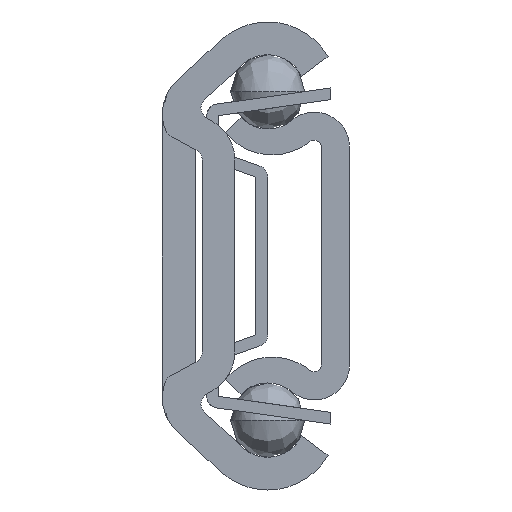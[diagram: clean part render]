
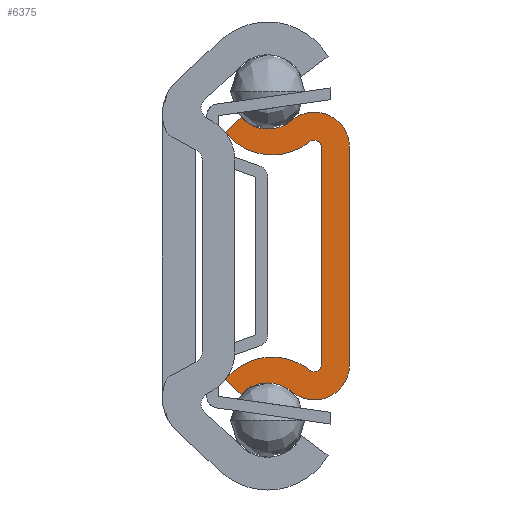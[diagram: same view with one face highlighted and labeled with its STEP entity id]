
A CAD part, left-side view. The second image highlights one B-rep face of the part: STEP entity #6375.
In plain terms, the highlighted free-form (B-spline) face has degree [1, 1] with [2, 2] control points.
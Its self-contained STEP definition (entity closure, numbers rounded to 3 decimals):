
#6212=CARTESIAN_POINT('',(-15.0,-8.265,-6.764));
#6213=CARTESIAN_POINT('',(-15.0,-2.435,-6.764));
#6214=CARTESIAN_POINT('',(-15.0,-8.265,6.764));
#6215=CARTESIAN_POINT('',(-15.0,-2.435,6.764));
#6216=B_SPLINE_SURFACE_WITH_KNOTS('',1,1,((#6212,#6214),(#6213,#6215)),.UNSPECIFIED.,.F.,.F.,.U.,(2,2),(2,2),(0.0,5.829),(0.0,13.528),.UNSPECIFIED.);
#6217=CARTESIAN_POINT('',(-15.0,-5.521,5.797));
#6218=VERTEX_POINT('',#6217);
#6219=CARTESIAN_POINT('',(-15.0,-3.361,5.907));
#6220=VERTEX_POINT('',#6219);
#6221=CARTESIAN_POINT('',(-15.0,-5.521,5.797));
#6222=CARTESIAN_POINT('',(-15.,-4.39,4.847));
#6223=CARTESIAN_POINT('',(-15.0,-3.361,5.907));
#6231=(BOUNDED_CURVE()B_SPLINE_CURVE(2,(#6221,#6222,#6223),.UNSPECIFIED.,.F.,.U.)CURVE()GEOMETRIC_REPRESENTATION_ITEM()QUASI_UNIFORM_CURVE()RATIONAL_B_SPLINE_CURVE((1.0,0.732,1.0))REPRESENTATION_ITEM(''));
#6232=EDGE_CURVE('',#6218,#6220,#6231,.T.);
#6233=ORIENTED_EDGE('',*,*,#6232,.T.);
#6234=CARTESIAN_POINT('',(-15.0,-2.7,5.265));
#6235=VERTEX_POINT('',#6234);
#6236=CARTESIAN_POINT('',(-15.0,-3.361,5.907));
#6237=CARTESIAN_POINT('',(-15.0,-2.7,5.265));
#6238=QUASI_UNIFORM_CURVE('',1,(#6236,#6237),.UNSPECIFIED.,.F.,.U.);
#6239=EDGE_CURVE('',#6220,#6235,#6238,.T.);
#6240=ORIENTED_EDGE('',*,*,#6239,.T.);
#6241=CARTESIAN_POINT('',(-15.0,-6.292,4.878));
#6242=VERTEX_POINT('',#6241);
#6243=CARTESIAN_POINT('',(-15.0,-6.292,4.878));
#6244=CARTESIAN_POINT('',(-15.0,-4.304,3.293));
#6245=CARTESIAN_POINT('',(-15.0,-2.7,5.265));
#6253=(BOUNDED_CURVE()B_SPLINE_CURVE(2,(#6243,#6244,#6245),.UNSPECIFIED.,.F.,.U.)CURVE()GEOMETRIC_REPRESENTATION_ITEM()QUASI_UNIFORM_CURVE()RATIONAL_B_SPLINE_CURVE((1.0,0.711,1.0))REPRESENTATION_ITEM(''));
#6254=EDGE_CURVE('',#6242,#6235,#6253,.T.);
#6255=ORIENTED_EDGE('',*,*,#6254,.F.);
#6256=CARTESIAN_POINT('',(-15.0,-6.8,4.641));
#6257=VERTEX_POINT('',#6256);
#6258=CARTESIAN_POINT('',(-15.0,-6.292,4.878));
#6259=CARTESIAN_POINT('',(-15.0,-6.443,5.004));
#6260=CARTESIAN_POINT('',(-15.0,-6.622,4.921));
#6261=CARTESIAN_POINT('',(-15.0,-6.8,4.838));
#6262=CARTESIAN_POINT('',(-15.0,-6.8,4.641));
#6270=(BOUNDED_CURVE()B_SPLINE_CURVE(2,(#6258,#6259,#6260,#6261,#6262),.UNSPECIFIED.,.F.,.U.)B_SPLINE_CURVE_WITH_KNOTS((3,2,3),(0.0,0.5,1.0),.UNSPECIFIED.)CURVE()GEOMETRIC_REPRESENTATION_ITEM()RATIONAL_B_SPLINE_CURVE((1.0,0.843,1.0,0.843,1.0))REPRESENTATION_ITEM(''));
#6271=EDGE_CURVE('',#6242,#6257,#6270,.T.);
#6272=ORIENTED_EDGE('',*,*,#6271,.T.);
#6273=CARTESIAN_POINT('',(-15.0,-6.8,-4.641));
#6274=VERTEX_POINT('',#6273);
#6275=CARTESIAN_POINT('',(-15.0,-6.8,4.641));
#6276=CARTESIAN_POINT('',(-15.0,-6.8,-4.641));
#6277=QUASI_UNIFORM_CURVE('',1,(#6275,#6276),.UNSPECIFIED.,.F.,.U.);
#6278=EDGE_CURVE('',#6257,#6274,#6277,.T.);
#6279=ORIENTED_EDGE('',*,*,#6278,.T.);
#6280=CARTESIAN_POINT('',(-15.0,-6.292,-4.878));
#6281=VERTEX_POINT('',#6280);
#6282=CARTESIAN_POINT('',(-15.0,-6.8,-4.641));
#6283=CARTESIAN_POINT('',(-15.,-6.8,-4.838));
#6284=CARTESIAN_POINT('',(-15.0,-6.622,-4.921));
#6285=CARTESIAN_POINT('',(-15.,-6.443,-5.004));
#6286=CARTESIAN_POINT('',(-15.0,-6.292,-4.878));
#6294=(BOUNDED_CURVE()B_SPLINE_CURVE(2,(#6282,#6283,#6284,#6285,#6286),.UNSPECIFIED.,.F.,.U.)B_SPLINE_CURVE_WITH_KNOTS((3,2,3),(0.0,0.5,1.0),.UNSPECIFIED.)CURVE()GEOMETRIC_REPRESENTATION_ITEM()RATIONAL_B_SPLINE_CURVE((1.0,0.843,1.0,0.843,1.0))REPRESENTATION_ITEM(''));
#6295=EDGE_CURVE('',#6274,#6281,#6294,.T.);
#6296=ORIENTED_EDGE('',*,*,#6295,.T.);
#6297=CARTESIAN_POINT('',(-15.0,-2.7,-5.265));
#6298=VERTEX_POINT('',#6297);
#6299=CARTESIAN_POINT('',(-15.0,-2.7,-5.265));
#6300=CARTESIAN_POINT('',(-15.,-4.304,-3.293));
#6301=CARTESIAN_POINT('',(-15.0,-6.292,-4.878));
#6309=(BOUNDED_CURVE()B_SPLINE_CURVE(2,(#6299,#6300,#6301),.UNSPECIFIED.,.F.,.U.)CURVE()GEOMETRIC_REPRESENTATION_ITEM()QUASI_UNIFORM_CURVE()RATIONAL_B_SPLINE_CURVE((1.0,0.711,1.0))REPRESENTATION_ITEM(''));
#6310=EDGE_CURVE('',#6298,#6281,#6309,.T.);
#6311=ORIENTED_EDGE('',*,*,#6310,.F.);
#6312=CARTESIAN_POINT('',(-15.0,-3.361,-5.907));
#6313=VERTEX_POINT('',#6312);
#6314=CARTESIAN_POINT('',(-15.0,-2.7,-5.265));
#6315=CARTESIAN_POINT('',(-15.0,-3.361,-5.907));
#6316=QUASI_UNIFORM_CURVE('',1,(#6314,#6315),.UNSPECIFIED.,.F.,.U.);
#6317=EDGE_CURVE('',#6298,#6313,#6316,.T.);
#6318=ORIENTED_EDGE('',*,*,#6317,.T.);
#6319=CARTESIAN_POINT('',(-15.0,-5.521,-5.797));
#6320=VERTEX_POINT('',#6319);
#6321=CARTESIAN_POINT('',(-15.0,-3.361,-5.907));
#6322=CARTESIAN_POINT('',(-15.0,-4.39,-4.847));
#6323=CARTESIAN_POINT('',(-15.0,-5.521,-5.797));
#6331=(BOUNDED_CURVE()B_SPLINE_CURVE(2,(#6321,#6322,#6323),.UNSPECIFIED.,.F.,.U.)CURVE()GEOMETRIC_REPRESENTATION_ITEM()QUASI_UNIFORM_CURVE()RATIONAL_B_SPLINE_CURVE((1.0,0.732,1.0))REPRESENTATION_ITEM(''));
#6332=EDGE_CURVE('',#6313,#6320,#6331,.T.);
#6333=ORIENTED_EDGE('',*,*,#6332,.T.);
#6334=CARTESIAN_POINT('',(-15.0,-8.0,-4.641));
#6335=VERTEX_POINT('',#6334);
#6336=CARTESIAN_POINT('',(-15.0,-8.0,-4.641));
#6337=CARTESIAN_POINT('',(-15.,-8.,-5.603));
#6338=CARTESIAN_POINT('',(-15.0,-7.129,-6.009));
#6339=CARTESIAN_POINT('',(-15.,-6.257,-6.415));
#6340=CARTESIAN_POINT('',(-15.0,-5.521,-5.797));
#6348=(BOUNDED_CURVE()B_SPLINE_CURVE(2,(#6336,#6337,#6338,#6339,#6340),.UNSPECIFIED.,.F.,.U.)B_SPLINE_CURVE_WITH_KNOTS((3,2,3),(0.0,0.5,1.0),.UNSPECIFIED.)CURVE()GEOMETRIC_REPRESENTATION_ITEM()RATIONAL_B_SPLINE_CURVE((1.0,0.843,1.0,0.843,1.0))REPRESENTATION_ITEM(''));
#6349=EDGE_CURVE('',#6335,#6320,#6348,.T.);
#6350=ORIENTED_EDGE('',*,*,#6349,.F.);
#6351=CARTESIAN_POINT('',(-15.0,-8.,4.641));
#6352=VERTEX_POINT('',#6351);
#6353=CARTESIAN_POINT('',(-15.0,-8.0,-4.641));
#6354=CARTESIAN_POINT('',(-15.0,-8.,4.641));
#6355=QUASI_UNIFORM_CURVE('',1,(#6353,#6354),.UNSPECIFIED.,.F.,.U.);
#6356=EDGE_CURVE('',#6335,#6352,#6355,.T.);
#6357=ORIENTED_EDGE('',*,*,#6356,.T.);
#6358=CARTESIAN_POINT('',(-15.0,-5.521,5.797));
#6359=CARTESIAN_POINT('',(-15.,-6.257,6.415));
#6360=CARTESIAN_POINT('',(-15.0,-7.129,6.009));
#6361=CARTESIAN_POINT('',(-15.,-8.,5.603));
#6362=CARTESIAN_POINT('',(-15.0,-8.,4.641));
#6370=(BOUNDED_CURVE()B_SPLINE_CURVE(2,(#6358,#6359,#6360,#6361,#6362),.UNSPECIFIED.,.F.,.U.)B_SPLINE_CURVE_WITH_KNOTS((3,2,3),(0.0,0.5,1.0),.UNSPECIFIED.)CURVE()GEOMETRIC_REPRESENTATION_ITEM()RATIONAL_B_SPLINE_CURVE((1.0,0.843,1.0,0.843,1.0))REPRESENTATION_ITEM(''));
#6371=EDGE_CURVE('',#6218,#6352,#6370,.T.);
#6372=ORIENTED_EDGE('',*,*,#6371,.F.);
#6373=EDGE_LOOP('',(#6233,#6240,#6255,#6272,#6279,#6296,#6311,#6318,#6333,#6350,#6357,#6372));
#6374=FACE_OUTER_BOUND('',#6373,.T.);
#6375=ADVANCED_FACE('',(#6374),#6216,.F.);
